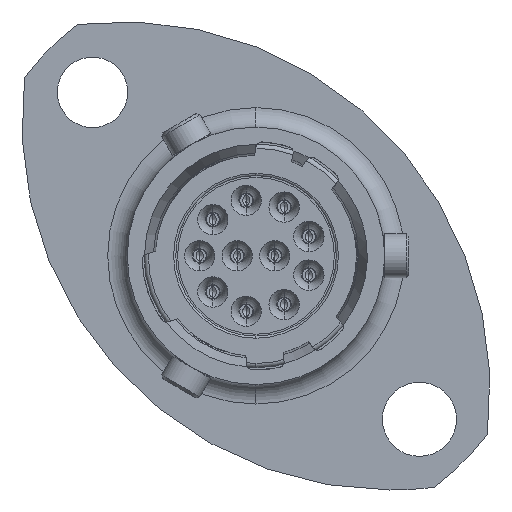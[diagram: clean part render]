
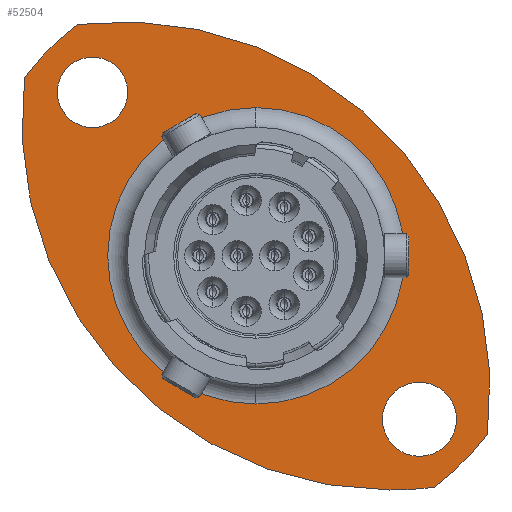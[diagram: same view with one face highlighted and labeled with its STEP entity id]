
A CAD part, left-side view. The second image highlights one B-rep face of the part: STEP entity #52504.
In plain terms, the highlighted planar face has unit normal (-1, 0, 0).
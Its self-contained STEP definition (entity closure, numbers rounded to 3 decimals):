
#196 = VERTEX_POINT ( 'NONE', #52135 ) ;
#434 = ORIENTED_EDGE ( 'NONE', *, *, #38513, .T. ) ;
#1055 = CIRCLE ( 'NONE', #50105, 17. ) ;
#1418 = PLANE ( 'NONE',  #22044 ) ;
#2137 = DIRECTION ( 'NONE',  ( -1., 0., 0. ) ) ;
#2465 = EDGE_CURVE ( 'NONE', #196, #58908, #24822, .T. ) ;
#2558 = AXIS2_PLACEMENT_3D ( 'NONE', #45269, #20067, #15565 ) ;
#3099 = DIRECTION ( 'NONE',  ( 0., 0., -1. ) ) ;
#3996 = CIRCLE ( 'NONE', #41364, 17. ) ;
#4634 = AXIS2_PLACEMENT_3D ( 'NONE', #48851, #53852, #29649 ) ;
#5081 = ORIENTED_EDGE ( 'NONE', *, *, #23206, .T. ) ;
#5948 = ORIENTED_EDGE ( 'NONE', *, *, #47754, .T. ) ;
#6095 = DIRECTION ( 'NONE',  ( 1., 0., 0. ) ) ;
#7145 = DIRECTION ( 'NONE',  ( 0., 0., -1. ) ) ;
#8129 = CARTESIAN_POINT ( 'NONE',  ( 15.98, -6.187, 6.187 ) ) ;
#9542 = CARTESIAN_POINT ( 'NONE',  ( 15.98, 0., 0. ) ) ;
#9737 = DIRECTION ( 'NONE',  ( -1., 0., 0. ) ) ;
#10381 = CARTESIAN_POINT ( 'NONE',  ( 15.98, 8.248, 10.687 ) ) ;
#10752 = CARTESIAN_POINT ( 'NONE',  ( 15.98, -7.548, -7.548 ) ) ;
#11348 = DIRECTION ( 'NONE',  ( 0., 0., -1. ) ) ;
#11384 = EDGE_CURVE ( 'NONE', #29046, #26694, #39242, .T. ) ;
#12555 = VERTEX_POINT ( 'NONE', #21813 ) ;
#14384 = FACE_BOUND ( 'NONE', #50347, .T. ) ;
#14941 = DIRECTION ( 'NONE',  ( -1., 0., 0. ) ) ;
#15565 = DIRECTION ( 'NONE',  ( 0., 0., -1. ) ) ;
#15817 = EDGE_CURVE ( 'NONE', #45351, #53712, #51332, .T. ) ;
#16832 = VERTEX_POINT ( 'NONE', #51111 ) ;
#17763 = ORIENTED_EDGE ( 'NONE', *, *, #22137, .T. ) ;
#18060 = DIRECTION ( 'NONE',  ( -1., 0., 0. ) ) ;
#18265 = AXIS2_PLACEMENT_3D ( 'NONE', #10752, #60227, #30441 ) ;
#19091 = EDGE_LOOP ( 'NONE', ( #17763, #58121 ) ) ;
#20032 = DIRECTION ( 'NONE',  ( -1., 0., 0. ) ) ;
#20067 = DIRECTION ( 'NONE',  ( -1., 0., 0. ) ) ;
#21270 = EDGE_CURVE ( 'NONE', #53712, #45351, #51327, .T. ) ;
#21332 = EDGE_LOOP ( 'NONE', ( #40467, #5948, #5081, #434, #54043 ) ) ;
#21813 = CARTESIAN_POINT ( 'NONE',  ( 15.98, -6.187, -10.813 ) ) ;
#22044 = AXIS2_PLACEMENT_3D ( 'NONE', #60864, #46501, #11348 ) ;
#22137 = EDGE_CURVE ( 'NONE', #30990, #39911, #30057, .T. ) ;
#23206 = EDGE_CURVE ( 'NONE', #24601, #16832, #46737, .T. ) ;
#23320 = AXIS2_PLACEMENT_3D ( 'NONE', #29375, #20032, #64121 ) ;
#24185 = CIRCLE ( 'NONE', #27833, 17. ) ;
#24214 = CARTESIAN_POINT ( 'NONE',  ( 15.98, 6.187, -6.187 ) ) ;
#24601 = VERTEX_POINT ( 'NONE', #26492 ) ;
#24822 = CIRCLE ( 'NONE', #35794, 1.625 ) ;
#24890 = DIRECTION ( 'NONE',  ( 0., 0., 1. ) ) ;
#25252 = FACE_OUTER_BOUND ( 'NONE', #21332, .T. ) ;
#25938 = DIRECTION ( 'NONE',  ( 0., 0., -1. ) ) ;
#26492 = CARTESIAN_POINT ( 'NONE',  ( 15.98, -8.248, -10.687 ) ) ;
#26694 = VERTEX_POINT ( 'NONE', #43194 ) ;
#27810 = EDGE_CURVE ( 'NONE', #39911, #30990, #28116, .T. ) ;
#27833 = AXIS2_PLACEMENT_3D ( 'NONE', #8129, #18060, #58516 ) ;
#28116 = CIRCLE ( 'NONE', #31169, 6.845 ) ;
#28154 = CARTESIAN_POINT ( 'NONE',  ( 15.98, -7.548, -5.837 ) ) ;
#29015 = ORIENTED_EDGE ( 'NONE', *, *, #15817, .F. ) ;
#29046 = VERTEX_POINT ( 'NONE', #10381 ) ;
#29375 = CARTESIAN_POINT ( 'NONE',  ( 15.98, 0., 0. ) ) ;
#29461 = DIRECTION ( 'NONE',  ( 0., 0., -1. ) ) ;
#29649 = DIRECTION ( 'NONE',  ( 0., 0., -1. ) ) ;
#29880 = CIRCLE ( 'NONE', #2558, 1.625 ) ;
#30057 = CIRCLE ( 'NONE', #54520, 6.845 ) ;
#30441 = DIRECTION ( 'NONE',  ( 0., 0., -1. ) ) ;
#30990 = VERTEX_POINT ( 'NONE', #35339 ) ;
#31169 = AXIS2_PLACEMENT_3D ( 'NONE', #40703, #6095, #25938 ) ;
#31786 = CARTESIAN_POINT ( 'NONE',  ( 15.98, 7.548, 7.548 ) ) ;
#32066 = DIRECTION ( 'NONE',  ( 1., 0., 0. ) ) ;
#32300 = CARTESIAN_POINT ( 'NONE',  ( 15.98, 0., 0. ) ) ;
#32337 = EDGE_CURVE ( 'NONE', #58908, #196, #29880, .T. ) ;
#33978 = DIRECTION ( 'NONE',  ( -1., 0., 0. ) ) ;
#35339 = CARTESIAN_POINT ( 'NONE',  ( 15.98, 0., -6.845 ) ) ;
#35794 = AXIS2_PLACEMENT_3D ( 'NONE', #31786, #2137, #7145 ) ;
#37950 = ORIENTED_EDGE ( 'NONE', *, *, #21270, .F. ) ;
#38513 = EDGE_CURVE ( 'NONE', #16832, #29046, #3996, .T. ) ;
#39242 = CIRCLE ( 'NONE', #23320, 13.5 ) ;
#39911 = VERTEX_POINT ( 'NONE', #49185 ) ;
#40467 = ORIENTED_EDGE ( 'NONE', *, *, #53219, .T. ) ;
#40703 = CARTESIAN_POINT ( 'NONE',  ( 15.98, 0., 0. ) ) ;
#41364 = AXIS2_PLACEMENT_3D ( 'NONE', #24214, #33978, #58613 ) ;
#43194 = CARTESIAN_POINT ( 'NONE',  ( 15.98, 10.687, 8.248 ) ) ;
#45269 = CARTESIAN_POINT ( 'NONE',  ( 15.98, 7.548, 7.548 ) ) ;
#45351 = VERTEX_POINT ( 'NONE', #28154 ) ;
#46501 = DIRECTION ( 'NONE',  ( 1., 0., 0. ) ) ;
#46737 = CIRCLE ( 'NONE', #55827, 13.5 ) ;
#46785 = ORIENTED_EDGE ( 'NONE', *, *, #32337, .F. ) ;
#47754 = EDGE_CURVE ( 'NONE', #12555, #24601, #24185, .T. ) ;
#48701 = CARTESIAN_POINT ( 'NONE',  ( 15.98, -7.548, -9.26 ) ) ;
#48851 = CARTESIAN_POINT ( 'NONE',  ( 15.98, -7.548, -7.548 ) ) ;
#49185 = CARTESIAN_POINT ( 'NONE',  ( 15.98, 0., 6.845 ) ) ;
#50105 = AXIS2_PLACEMENT_3D ( 'NONE', #54493, #14941, #29461 ) ;
#50347 = EDGE_LOOP ( 'NONE', ( #37950, #29015 ) ) ;
#50936 = FACE_BOUND ( 'NONE', #19091, .T. ) ;
#51111 = CARTESIAN_POINT ( 'NONE',  ( 15.98, -10.687, -8.248 ) ) ;
#51327 = CIRCLE ( 'NONE', #4634, 1.712 ) ;
#51332 = CIRCLE ( 'NONE', #18265, 1.712 ) ;
#51730 = FACE_BOUND ( 'NONE', #60368, .T. ) ;
#52135 = CARTESIAN_POINT ( 'NONE',  ( 15.98, 7.548, 5.923 ) ) ;
#52378 = CARTESIAN_POINT ( 'NONE',  ( 15.98, 7.548, 9.173 ) ) ;
#52504 = ADVANCED_FACE ( 'NONE', ( #50936, #14384, #51730, #25252 ), #1418, .F. ) ;
#53219 = EDGE_CURVE ( 'NONE', #26694, #12555, #1055, .T. ) ;
#53712 = VERTEX_POINT ( 'NONE', #48701 ) ;
#53852 = DIRECTION ( 'NONE',  ( -1., 0., 0. ) ) ;
#54043 = ORIENTED_EDGE ( 'NONE', *, *, #11384, .T. ) ;
#54493 = CARTESIAN_POINT ( 'NONE',  ( 15.98, -6.187, 6.187 ) ) ;
#54520 = AXIS2_PLACEMENT_3D ( 'NONE', #32300, #32066, #3099 ) ;
#55827 = AXIS2_PLACEMENT_3D ( 'NONE', #9542, #9737, #24890 ) ;
#58121 = ORIENTED_EDGE ( 'NONE', *, *, #27810, .T. ) ;
#58516 = DIRECTION ( 'NONE',  ( 0., 0., -1. ) ) ;
#58613 = DIRECTION ( 'NONE',  ( 0., 0., -1. ) ) ;
#58908 = VERTEX_POINT ( 'NONE', #52378 ) ;
#60051 = ORIENTED_EDGE ( 'NONE', *, *, #2465, .F. ) ;
#60227 = DIRECTION ( 'NONE',  ( -1., 0., 0. ) ) ;
#60368 = EDGE_LOOP ( 'NONE', ( #60051, #46785 ) ) ;
#60864 = CARTESIAN_POINT ( 'NONE',  ( 15.98, 5.945, 0. ) ) ;
#64121 = DIRECTION ( 'NONE',  ( 0., 0., 1. ) ) ;
